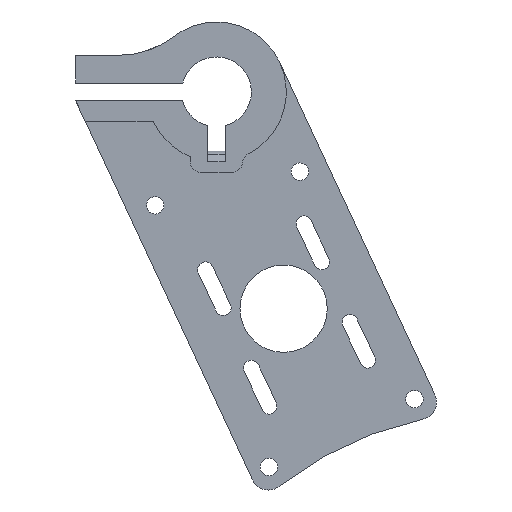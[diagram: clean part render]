
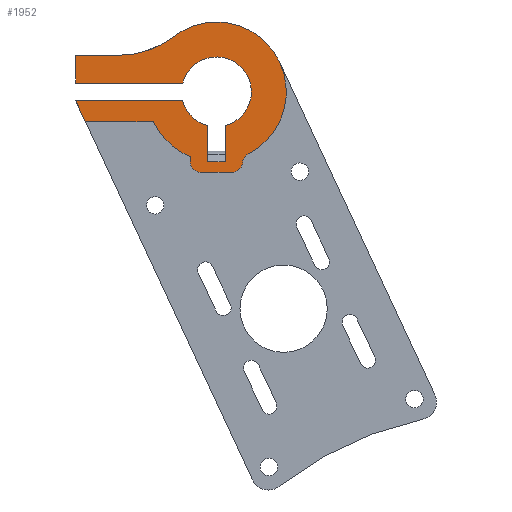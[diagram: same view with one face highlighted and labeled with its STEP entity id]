
A CAD part, left-side view. The second image highlights one B-rep face of the part: STEP entity #1952.
In plain terms, the highlighted planar face has unit normal (-1, 0, 0).
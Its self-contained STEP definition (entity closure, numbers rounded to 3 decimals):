
#822=CARTESIAN_POINT('Vertex',(28.,7.5,-18.54)) ;
#827=CARTESIAN_POINT('Axis2P3D Location',(28.,0.,0.)) ;
#831=CARTESIAN_POINT('Vertex',(28.,18.104,-8.5)) ;
#858=CARTESIAN_POINT('Line Origine',(28.,40.335,6.5)) ;
#862=CARTESIAN_POINT('Vertex',(28.,40.335,2.5)) ;
#864=CARTESIAN_POINT('Vertex',(28.,40.335,10.5)) ;
#898=CARTESIAN_POINT('Axis2P3D Location',(28.,0.,0.)) ;
#902=CARTESIAN_POINT('Vertex',(28.,-2.5,-9.682)) ;
#904=CARTESIAN_POINT('Vertex',(28.,9.682,2.5)) ;
#938=CARTESIAN_POINT('Axis2P3D Location',(28.,0.,0.)) ;
#942=CARTESIAN_POINT('Vertex',(28.,9.682,-2.5)) ;
#944=CARTESIAN_POINT('Vertex',(28.,2.5,-9.682)) ;
#978=CARTESIAN_POINT('Axis2P3D Location',(28.,0.,0.)) ;
#982=CARTESIAN_POINT('Vertex',(28.,12.291,15.778)) ;
#984=CARTESIAN_POINT('Vertex',(28.,-18.126,8.452)) ;
#1026=CARTESIAN_POINT('Axis2P3D Location',(28.,27.654,35.5)) ;
#1030=CARTESIAN_POINT('Vertex',(28.,27.654,10.5)) ;
#1096=CARTESIAN_POINT('Line Origine',(28.,33.995,10.5)) ;
#1136=CARTESIAN_POINT('Line Origine',(28.,25.009,-2.5)) ;
#1140=CARTESIAN_POINT('Vertex',(28.,40.335,-2.5)) ;
#1203=CARTESIAN_POINT('Line Origine',(28.,25.009,2.5)) ;
#1261=CARTESIAN_POINT('Line Origine',(28.,27.821,-8.5)) ;
#1265=CARTESIAN_POINT('Vertex',(28.,37.537,-8.5)) ;
#1436=CARTESIAN_POINT('Axis2P3D Location',(28.,0.,0.)) ;
#1440=CARTESIAN_POINT('Vertex',(28.,-9.13,-17.794)) ;
#1460=CARTESIAN_POINT('Line Origine',(28.,7.5,-19.27)) ;
#1464=CARTESIAN_POINT('Vertex',(28.,7.5,-20.)) ;
#1502=CARTESIAN_POINT('Vertex',(28.,4.5,-23.)) ;
#1505=CARTESIAN_POINT('Axis2P3D Location',(28.,4.5,-20.)) ;
#1526=CARTESIAN_POINT('Vertex',(28.,-7.509,-20.232)) ;
#1536=CARTESIAN_POINT('Axis2P3D Location',(28.,-10.5,-20.463)) ;
#1553=CARTESIAN_POINT('Line Origine',(28.,-0.009,-23.)) ;
#1557=CARTESIAN_POINT('Vertex',(28.,-4.518,-23.)) ;
#1589=CARTESIAN_POINT('Axis2P3D Location',(28.,-4.518,-20.)) ;
#1620=CARTESIAN_POINT('Line Origine',(28.,38.936,-5.5)) ;
#1906=CARTESIAN_POINT('Axis2P3D Location',(28.,0.,0.)) ;
#1911=CARTESIAN_POINT('Line Origine',(28.,0.,-20.)) ;
#1915=CARTESIAN_POINT('Vertex',(28.,2.5,-20.)) ;
#1917=CARTESIAN_POINT('Vertex',(28.,-2.5,-20.)) ;
#1920=CARTESIAN_POINT('Line Origine',(28.,2.5,-14.841)) ;
#1925=CARTESIAN_POINT('Line Origine',(28.,-2.5,-14.841)) ;
#828=DIRECTION('Axis2P3D Direction',(1.,0.,0.)) ;
#859=DIRECTION('Vector Direction',(0.,0.,1.)) ;
#899=DIRECTION('Axis2P3D Direction',(1.,0.,0.)) ;
#939=DIRECTION('Axis2P3D Direction',(1.,0.,0.)) ;
#979=DIRECTION('Axis2P3D Direction',(1.,0.,0.)) ;
#1027=DIRECTION('Axis2P3D Direction',(1.,0.,0.)) ;
#1097=DIRECTION('Vector Direction',(0.,-1.,0.)) ;
#1137=DIRECTION('Vector Direction',(0.,-1.,0.)) ;
#1204=DIRECTION('Vector Direction',(0.,1.,0.)) ;
#1262=DIRECTION('Vector Direction',(0.,-1.,0.)) ;
#1437=DIRECTION('Axis2P3D Direction',(1.,0.,0.)) ;
#1461=DIRECTION('Vector Direction',(0.,0.,1.)) ;
#1506=DIRECTION('Axis2P3D Direction',(1.,0.,0.)) ;
#1537=DIRECTION('Axis2P3D Direction',(1.,0.,0.)) ;
#1554=DIRECTION('Vector Direction',(0.,1.,0.)) ;
#1590=DIRECTION('Axis2P3D Direction',(-1.,0.,0.)) ;
#1621=DIRECTION('Vector Direction',(0.,-0.423,-0.906)) ;
#1907=DIRECTION('Axis2P3D Direction',(1.,0.,0.)) ;
#1908=DIRECTION('Axis2P3D XDirection',(0.,1.,0.)) ;
#1912=DIRECTION('Vector Direction',(0.,1.,0.)) ;
#1921=DIRECTION('Vector Direction',(0.,0.,-1.)) ;
#1926=DIRECTION('Vector Direction',(0.,0.,-1.)) ;
#829=AXIS2_PLACEMENT_3D('Circle Axis2P3D',#827,#828,$) ;
#900=AXIS2_PLACEMENT_3D('Circle Axis2P3D',#898,#899,$) ;
#940=AXIS2_PLACEMENT_3D('Circle Axis2P3D',#938,#939,$) ;
#980=AXIS2_PLACEMENT_3D('Circle Axis2P3D',#978,#979,$) ;
#1028=AXIS2_PLACEMENT_3D('Circle Axis2P3D',#1026,#1027,$) ;
#1438=AXIS2_PLACEMENT_3D('Circle Axis2P3D',#1436,#1437,$) ;
#1507=AXIS2_PLACEMENT_3D('Circle Axis2P3D',#1505,#1506,$) ;
#1538=AXIS2_PLACEMENT_3D('Circle Axis2P3D',#1536,#1537,$) ;
#1591=AXIS2_PLACEMENT_3D('Circle Axis2P3D',#1589,#1590,$) ;
#1909=AXIS2_PLACEMENT_3D('Plane Axis2P3D',#1906,#1907,#1908) ;
#1931=ORIENTED_EDGE('',*,*,#1919,.F.) ;
#1932=ORIENTED_EDGE('',*,*,#1924,.F.) ;
#1933=ORIENTED_EDGE('',*,*,#946,.F.) ;
#1934=ORIENTED_EDGE('',*,*,#1142,.F.) ;
#1935=ORIENTED_EDGE('',*,*,#1624,.F.) ;
#1936=ORIENTED_EDGE('',*,*,#1267,.F.) ;
#1937=ORIENTED_EDGE('',*,*,#833,.F.) ;
#1938=ORIENTED_EDGE('',*,*,#1466,.F.) ;
#1939=ORIENTED_EDGE('',*,*,#1509,.F.) ;
#1940=ORIENTED_EDGE('',*,*,#1559,.F.) ;
#1941=ORIENTED_EDGE('',*,*,#1593,.F.) ;
#1942=ORIENTED_EDGE('',*,*,#1540,.T.) ;
#1943=ORIENTED_EDGE('',*,*,#1442,.F.) ;
#1944=ORIENTED_EDGE('',*,*,#986,.F.) ;
#1945=ORIENTED_EDGE('',*,*,#1032,.F.) ;
#1946=ORIENTED_EDGE('',*,*,#1100,.F.) ;
#1947=ORIENTED_EDGE('',*,*,#866,.F.) ;
#1948=ORIENTED_EDGE('',*,*,#1207,.F.) ;
#1949=ORIENTED_EDGE('',*,*,#906,.F.) ;
#1950=ORIENTED_EDGE('',*,*,#1929,.F.) ;
#860=VECTOR('Line Direction',#859,1.) ;
#1098=VECTOR('Line Direction',#1097,1.) ;
#1138=VECTOR('Line Direction',#1137,1.) ;
#1205=VECTOR('Line Direction',#1204,1.) ;
#1263=VECTOR('Line Direction',#1262,1.) ;
#1462=VECTOR('Line Direction',#1461,1.) ;
#1555=VECTOR('Line Direction',#1554,1.) ;
#1622=VECTOR('Line Direction',#1621,1.) ;
#1913=VECTOR('Line Direction',#1912,1.) ;
#1922=VECTOR('Line Direction',#1921,1.) ;
#1927=VECTOR('Line Direction',#1926,1.) ;
#1952=ADVANCED_FACE('PartBody',(#1951),#1910,.F.) ;
#830=CIRCLE('generated circle',#829,20.) ;
#901=CIRCLE('generated circle',#900,10.) ;
#941=CIRCLE('generated circle',#940,10.) ;
#981=CIRCLE('generated circle',#980,20.) ;
#1029=CIRCLE('generated circle',#1028,25.) ;
#1439=CIRCLE('generated circle',#1438,20.) ;
#1508=CIRCLE('generated circle',#1507,3.) ;
#1539=CIRCLE('generated circle',#1538,3.) ;
#1592=CIRCLE('generated circle',#1591,3.) ;
#833=EDGE_CURVE('',#823,#832,#830,.T.) ;
#866=EDGE_CURVE('',#863,#865,#861,.T.) ;
#906=EDGE_CURVE('',#903,#905,#901,.F.) ;
#946=EDGE_CURVE('',#943,#945,#941,.F.) ;
#986=EDGE_CURVE('',#983,#985,#981,.T.) ;
#1032=EDGE_CURVE('',#1031,#983,#1029,.F.) ;
#1100=EDGE_CURVE('',#865,#1031,#1099,.T.) ;
#1142=EDGE_CURVE('',#1141,#943,#1139,.T.) ;
#1207=EDGE_CURVE('',#905,#863,#1206,.T.) ;
#1267=EDGE_CURVE('',#832,#1266,#1264,.F.) ;
#1442=EDGE_CURVE('',#985,#1441,#1439,.T.) ;
#1466=EDGE_CURVE('',#1465,#823,#1463,.T.) ;
#1509=EDGE_CURVE('',#1503,#1465,#1508,.T.) ;
#1540=EDGE_CURVE('',#1527,#1441,#1539,.T.) ;
#1559=EDGE_CURVE('',#1558,#1503,#1556,.T.) ;
#1593=EDGE_CURVE('',#1527,#1558,#1592,.F.) ;
#1624=EDGE_CURVE('',#1266,#1141,#1623,.F.) ;
#1919=EDGE_CURVE('',#1916,#1918,#1914,.F.) ;
#1924=EDGE_CURVE('',#945,#1916,#1923,.T.) ;
#1929=EDGE_CURVE('',#1918,#903,#1928,.F.) ;
#1930=EDGE_LOOP('',(#1931,#1932,#1933,#1934,#1935,#1936,#1937,#1938,#1939,#1940,#1941,#1942,#1943,#1944,#1945,#1946,#1947,#1948,#1949,#1950)) ;
#1951=FACE_OUTER_BOUND('',#1930,.T.) ;
#861=LINE('Line',#858,#860) ;
#1099=LINE('Line',#1096,#1098) ;
#1139=LINE('Line',#1136,#1138) ;
#1206=LINE('Line',#1203,#1205) ;
#1264=LINE('Line',#1261,#1263) ;
#1463=LINE('Line',#1460,#1462) ;
#1556=LINE('Line',#1553,#1555) ;
#1623=LINE('Line',#1620,#1622) ;
#1914=LINE('Line',#1911,#1913) ;
#1923=LINE('Line',#1920,#1922) ;
#1928=LINE('Line',#1925,#1927) ;
#1910=PLANE('',#1909) ;
#823=VERTEX_POINT('',#822) ;
#832=VERTEX_POINT('',#831) ;
#863=VERTEX_POINT('',#862) ;
#865=VERTEX_POINT('',#864) ;
#903=VERTEX_POINT('',#902) ;
#905=VERTEX_POINT('',#904) ;
#943=VERTEX_POINT('',#942) ;
#945=VERTEX_POINT('',#944) ;
#983=VERTEX_POINT('',#982) ;
#985=VERTEX_POINT('',#984) ;
#1031=VERTEX_POINT('',#1030) ;
#1141=VERTEX_POINT('',#1140) ;
#1266=VERTEX_POINT('',#1265) ;
#1441=VERTEX_POINT('',#1440) ;
#1465=VERTEX_POINT('',#1464) ;
#1503=VERTEX_POINT('',#1502) ;
#1527=VERTEX_POINT('',#1526) ;
#1558=VERTEX_POINT('',#1557) ;
#1916=VERTEX_POINT('',#1915) ;
#1918=VERTEX_POINT('',#1917) ;
